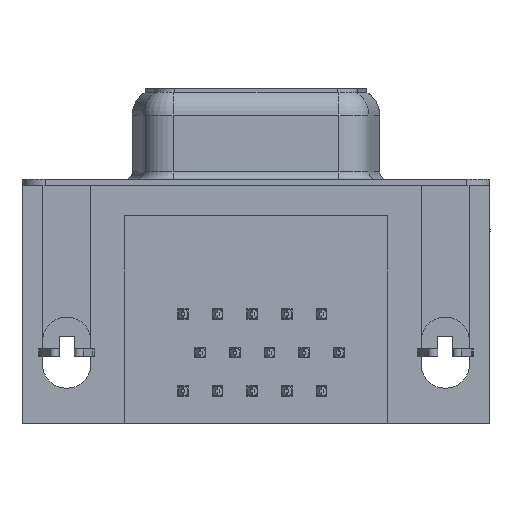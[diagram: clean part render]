
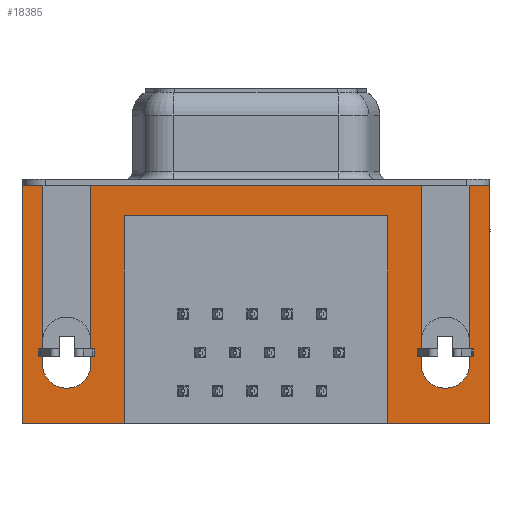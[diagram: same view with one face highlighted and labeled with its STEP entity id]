
A CAD part, front view. The second image highlights one B-rep face of the part: STEP entity #18385.
In plain terms, the highlighted planar face has unit normal (0, -1, 0).
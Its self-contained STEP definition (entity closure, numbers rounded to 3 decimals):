
#64 = LINE ( 'NONE', #8491, #31609 ) ;
#193 = CARTESIAN_POINT ( 'NONE',  ( 21.2, -6.275, -2. ) ) ;
#235 = FACE_OUTER_BOUND ( 'NONE', #22738, .T. ) ;
#416 = DIRECTION ( 'NONE',  ( 1., 0., 0. ) ) ;
#680 = CARTESIAN_POINT ( 'NONE',  ( 0., -6.275, -11.78 ) ) ;
#681 = CARTESIAN_POINT ( 'NONE',  ( 23.39, -6.275, 0. ) ) ;
#794 = VERTEX_POINT ( 'NONE', #29297 ) ;
#1080 = ORIENTED_EDGE ( 'NONE', *, *, #2858, .F. ) ;
#1132 = LINE ( 'NONE', #16885, #27637 ) ;
#1407 = ORIENTED_EDGE ( 'NONE', *, *, #24802, .F. ) ;
#2703 = DIRECTION ( 'NONE',  ( 0., 0., 1. ) ) ;
#2858 = EDGE_CURVE ( 'NONE', #19023, #29137, #5593, .T. ) ;
#2895 = EDGE_CURVE ( 'NONE', #26601, #24402, #10654, .T. ) ;
#3063 = DIRECTION ( 'NONE',  ( -1., 0., 0. ) ) ;
#3174 = DIRECTION ( 'NONE',  ( 1., 0., 0. ) ) ;
#3194 = DIRECTION ( 'NONE',  ( 0., 0., -1. ) ) ;
#3640 = EDGE_CURVE ( 'NONE', #794, #19023, #14160, .T. ) ;
#3740 = DIRECTION ( 'NONE',  ( 0., 0., -1. ) ) ;
#3775 = ORIENTED_EDGE ( 'NONE', *, *, #29430, .F. ) ;
#3889 = ORIENTED_EDGE ( 'NONE', *, *, #16274, .F. ) ;
#4369 = CARTESIAN_POINT ( 'NONE',  ( -2.91, -6.275, 0. ) ) ;
#5517 = EDGE_CURVE ( 'NONE', #29128, #23322, #14447, .T. ) ;
#5593 = LINE ( 'NONE', #15722, #19621 ) ;
#5695 = DIRECTION ( 'NONE',  ( 1., 0., 0. ) ) ;
#5964 = ORIENTED_EDGE ( 'NONE', *, *, #5517, .T. ) ;
#6157 = VERTEX_POINT ( 'NONE', #17793 ) ;
#6287 = CARTESIAN_POINT ( 'NONE',  ( 21.2, -6.275, -15.7 ) ) ;
#6874 = DIRECTION ( 'NONE',  ( 0., 0., -1. ) ) ;
#7024 = DIRECTION ( 'NONE',  ( -1., 0., 0. ) ) ;
#7126 = EDGE_CURVE ( 'NONE', #18532, #23322, #19077, .T. ) ;
#7402 = DIRECTION ( 'NONE',  ( 0., 0., -1. ) ) ;
#7490 = VERTEX_POINT ( 'NONE', #9922 ) ;
#7564 = VECTOR ( 'NONE', #7024, 1000. ) ;
#7616 = CARTESIAN_POINT ( 'NONE',  ( 27.9, -6.275, -2.5 ) ) ;
#7861 = VECTOR ( 'NONE', #22538, 1000. ) ;
#8491 = CARTESIAN_POINT ( 'NONE',  ( 26.59, -6.275, 0. ) ) ;
#9356 = VERTEX_POINT ( 'NONE', #14911 ) ;
#9670 = LINE ( 'NONE', #25630, #16252 ) ;
#9922 = CARTESIAN_POINT ( 'NONE',  ( -1.6, -6.275, 0. ) ) ;
#10654 = CIRCLE ( 'NONE', #24431, 1.6 ) ;
#10671 = CARTESIAN_POINT ( 'NONE',  ( 3.79, -6.275, -2. ) ) ;
#10689 = EDGE_CURVE ( 'NONE', #7490, #16609, #15002, .T. ) ;
#10986 = DIRECTION ( 'NONE',  ( 0., 0., 1. ) ) ;
#11194 = CARTESIAN_POINT ( 'NONE',  ( -2.91, -6.275, -15.7 ) ) ;
#11771 = CARTESIAN_POINT ( 'NONE',  ( 26.59, -6.275, 0. ) ) ;
#12425 = VECTOR ( 'NONE', #23432, 1000. ) ;
#12457 = AXIS2_PLACEMENT_3D ( 'NONE', #680, #18058, #3174 ) ;
#12906 = EDGE_CURVE ( 'NONE', #16609, #19697, #15595, .T. ) ;
#13016 = EDGE_CURVE ( 'NONE', #24402, #18532, #64, .T. ) ;
#13131 = DIRECTION ( 'NONE',  ( 0., 0., 1. ) ) ;
#13435 = DIRECTION ( 'NONE',  ( 0., -1., 0. ) ) ;
#13605 = PLANE ( 'NONE',  #14210 ) ;
#14160 = LINE ( 'NONE', #16892, #7564 ) ;
#14210 = AXIS2_PLACEMENT_3D ( 'NONE', #16091, #18650, #3740 ) ;
#14257 = CARTESIAN_POINT ( 'NONE',  ( -1.6, -6.275, -11.78 ) ) ;
#14378 = ORIENTED_EDGE ( 'NONE', *, *, #12906, .F. ) ;
#14447 = LINE ( 'NONE', #7616, #7861 ) ;
#14477 = VECTOR ( 'NONE', #3194, 1000. ) ;
#14911 = CARTESIAN_POINT ( 'NONE',  ( 1.6, -6.275, 0. ) ) ;
#15002 = LINE ( 'NONE', #24290, #15774 ) ;
#15058 = CARTESIAN_POINT ( 'NONE',  ( 23.39, -6.275, -11.78 ) ) ;
#15318 = VECTOR ( 'NONE', #2703, 1000. ) ;
#15554 = CARTESIAN_POINT ( 'NONE',  ( 3.79, -6.275, -2. ) ) ;
#15595 = CIRCLE ( 'NONE', #12457, 1.6 ) ;
#15640 = DIRECTION ( 'NONE',  ( -1., 0., 0. ) ) ;
#15722 = CARTESIAN_POINT ( 'NONE',  ( -2.91, -6.275, -2.5 ) ) ;
#15727 = VECTOR ( 'NONE', #3063, 1000. ) ;
#15774 = VECTOR ( 'NONE', #6874, 1000. ) ;
#16031 = EDGE_CURVE ( 'NONE', #19697, #9356, #1132, .T. ) ;
#16091 = CARTESIAN_POINT ( 'NONE',  ( -2.91, -6.275, -2.5 ) ) ;
#16252 = VECTOR ( 'NONE', #5695, 1000. ) ;
#16274 = EDGE_CURVE ( 'NONE', #29137, #7490, #9670, .T. ) ;
#16609 = VERTEX_POINT ( 'NONE', #14257 ) ;
#16885 = CARTESIAN_POINT ( 'NONE',  ( 1.6, -6.275, 0. ) ) ;
#16892 = CARTESIAN_POINT ( 'NONE',  ( 27.9, -6.275, -15.7 ) ) ;
#17585 = LINE ( 'NONE', #30235, #30849 ) ;
#17650 = CARTESIAN_POINT ( 'NONE',  ( 26.59, -6.275, -11.78 ) ) ;
#17730 = VERTEX_POINT ( 'NONE', #681 ) ;
#17793 = CARTESIAN_POINT ( 'NONE',  ( 21.2, -6.275, -2. ) ) ;
#17806 = LINE ( 'NONE', #10671, #18597 ) ;
#18058 = DIRECTION ( 'NONE',  ( 0., -1., 0. ) ) ;
#18385 = ADVANCED_FACE ( 'NONE', ( #235 ), #13605, .T. ) ;
#18411 = VECTOR ( 'NONE', #7402, 1000. ) ;
#18532 = VERTEX_POINT ( 'NONE', #11771 ) ;
#18597 = VECTOR ( 'NONE', #15640, 1000. ) ;
#18650 = DIRECTION ( 'NONE',  ( 0., -1., 0. ) ) ;
#18836 = CARTESIAN_POINT ( 'NONE',  ( 3.79, -6.275, -2. ) ) ;
#18847 = EDGE_CURVE ( 'NONE', #29128, #22176, #29806, .T. ) ;
#19023 = VERTEX_POINT ( 'NONE', #11194 ) ;
#19077 = LINE ( 'NONE', #30850, #12425 ) ;
#19430 = DIRECTION ( 'NONE',  ( 0., 0., 1. ) ) ;
#19621 = VECTOR ( 'NONE', #13131, 1000. ) ;
#19697 = VERTEX_POINT ( 'NONE', #24987 ) ;
#20196 = EDGE_CURVE ( 'NONE', #6157, #27291, #17806, .T. ) ;
#20379 = ORIENTED_EDGE ( 'NONE', *, *, #2895, .F. ) ;
#21135 = LINE ( 'NONE', #15554, #14477 ) ;
#21970 = LINE ( 'NONE', #193, #15318 ) ;
#22176 = VERTEX_POINT ( 'NONE', #6287 ) ;
#22444 = ORIENTED_EDGE ( 'NONE', *, *, #7126, .F. ) ;
#22451 = ORIENTED_EDGE ( 'NONE', *, *, #3640, .F. ) ;
#22538 = DIRECTION ( 'NONE',  ( 0., 0., 1. ) ) ;
#22713 = ORIENTED_EDGE ( 'NONE', *, *, #10689, .F. ) ;
#22738 = EDGE_LOOP ( 'NONE', ( #22778, #20379, #1407, #3775, #27703, #14378, #22713, #3889, #1080, #22451, #31663, #31053, #23045, #23920, #5964, #22444 ) ) ;
#22778 = ORIENTED_EDGE ( 'NONE', *, *, #13016, .F. ) ;
#22979 = CARTESIAN_POINT ( 'NONE',  ( 27.9, -6.275, -15.7 ) ) ;
#23045 = ORIENTED_EDGE ( 'NONE', *, *, #23800, .F. ) ;
#23322 = VERTEX_POINT ( 'NONE', #30152 ) ;
#23432 = DIRECTION ( 'NONE',  ( 1., 0., 0. ) ) ;
#23800 = EDGE_CURVE ( 'NONE', #22176, #6157, #21970, .T. ) ;
#23920 = ORIENTED_EDGE ( 'NONE', *, *, #18847, .F. ) ;
#24071 = CARTESIAN_POINT ( 'NONE',  ( 27.9, -6.275, -15.7 ) ) ;
#24290 = CARTESIAN_POINT ( 'NONE',  ( -1.6, -6.275, 0. ) ) ;
#24402 = VERTEX_POINT ( 'NONE', #17650 ) ;
#24431 = AXIS2_PLACEMENT_3D ( 'NONE', #28391, #13435, #30892 ) ;
#24700 = CARTESIAN_POINT ( 'NONE',  ( 23.39, -6.275, 0. ) ) ;
#24802 = EDGE_CURVE ( 'NONE', #17730, #26601, #25043, .T. ) ;
#24987 = CARTESIAN_POINT ( 'NONE',  ( 1.6, -6.275, -11.78 ) ) ;
#25043 = LINE ( 'NONE', #24700, #18411 ) ;
#25630 = CARTESIAN_POINT ( 'NONE',  ( -2.91, -6.275, 0. ) ) ;
#26601 = VERTEX_POINT ( 'NONE', #15058 ) ;
#27291 = VERTEX_POINT ( 'NONE', #18836 ) ;
#27637 = VECTOR ( 'NONE', #19430, 1000. ) ;
#27703 = ORIENTED_EDGE ( 'NONE', *, *, #16031, .F. ) ;
#28391 = CARTESIAN_POINT ( 'NONE',  ( 24.99, -6.275, -11.78 ) ) ;
#28913 = EDGE_CURVE ( 'NONE', #27291, #794, #21135, .T. ) ;
#29128 = VERTEX_POINT ( 'NONE', #24071 ) ;
#29137 = VERTEX_POINT ( 'NONE', #4369 ) ;
#29297 = CARTESIAN_POINT ( 'NONE',  ( 3.79, -6.275, -15.7 ) ) ;
#29430 = EDGE_CURVE ( 'NONE', #9356, #17730, #17585, .T. ) ;
#29806 = LINE ( 'NONE', #22979, #15727 ) ;
#30152 = CARTESIAN_POINT ( 'NONE',  ( 27.9, -6.275, 0. ) ) ;
#30235 = CARTESIAN_POINT ( 'NONE',  ( -2.91, -6.275, 0. ) ) ;
#30849 = VECTOR ( 'NONE', #416, 1000. ) ;
#30850 = CARTESIAN_POINT ( 'NONE',  ( -2.91, -6.275, 0. ) ) ;
#30892 = DIRECTION ( 'NONE',  ( -1., 0., 0. ) ) ;
#31053 = ORIENTED_EDGE ( 'NONE', *, *, #20196, .F. ) ;
#31609 = VECTOR ( 'NONE', #10986, 1000. ) ;
#31663 = ORIENTED_EDGE ( 'NONE', *, *, #28913, .F. ) ;
